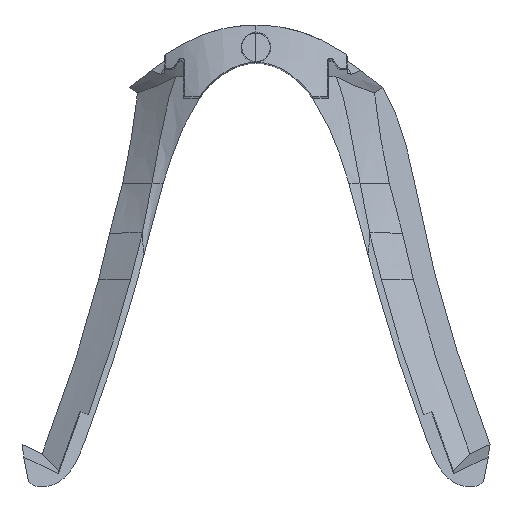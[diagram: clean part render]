
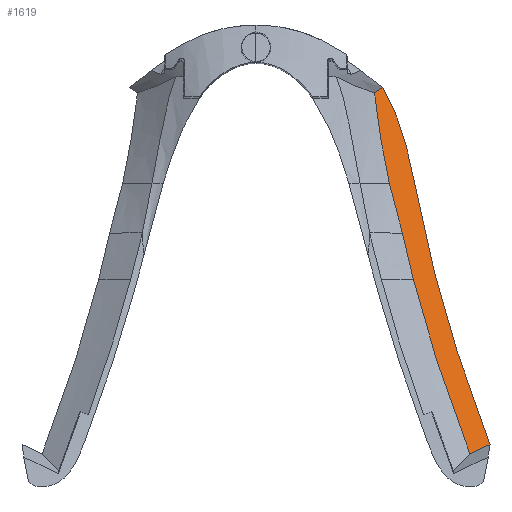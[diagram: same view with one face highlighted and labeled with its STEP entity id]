
A CAD part, top view. The second image highlights one B-rep face of the part: STEP entity #1619.
In plain terms, the highlighted planar face has unit normal (0, 0.309, 0.951).
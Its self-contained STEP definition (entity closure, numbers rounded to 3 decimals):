
#23=PLANE('',#1705);
#172=FACE_OUTER_BOUND('',#260,.T.);
#260=EDGE_LOOP('',(#1332,#1333,#1334,#1335,#1336,#1337,#1338,#1339,#1340));
#367=B_SPLINE_CURVE_WITH_KNOTS('',3,(#1875,#1876,#1877,#1878,#1879,#1880),
 .UNSPECIFIED.,.F.,.F.,(4,2,4),(-0.591,-0.238,-0.001),
 .UNSPECIFIED.);
#460=B_SPLINE_CURVE_WITH_KNOTS('',3,(#4759,#4760,#4761,#4762,#4763,#4764),
 .UNSPECIFIED.,.F.,.F.,(4,2,4),(-0.637,-0.256,0.),
 .UNSPECIFIED.);
#462=B_SPLINE_CURVE_WITH_KNOTS('',3,(#4823,#4824,#4825,#4826,#4827,#4828),
 .UNSPECIFIED.,.F.,.F.,(4,2,4),(-1.086,-0.351,-0.07),
 .UNSPECIFIED.);
#511=B_SPLINE_CURVE_WITH_KNOTS('',3,(#6791,#6792,#6793,#6794,#6795,#6796),
 .UNSPECIFIED.,.F.,.F.,(4,2,4),(-0.059,-0.03,
0.),.UNSPECIFIED.);
#512=B_SPLINE_CURVE_WITH_KNOTS('',3,(#6798,#6799,#6800,#6801,#6802,#6803),
 .UNSPECIFIED.,.F.,.F.,(4,2,4),(0.,0.293,0.582),
 .UNSPECIFIED.);
#513=B_SPLINE_CURVE_WITH_KNOTS('',3,(#6805,#6806,#6807,#6808,#6809,#6810),
 .UNSPECIFIED.,.F.,.F.,(4,2,4),(0.,0.161,0.323),
 .UNSPECIFIED.);
#514=B_SPLINE_CURVE_WITH_KNOTS('',3,(#6812,#6813,#6814,#6815,#6816,#6817),
 .UNSPECIFIED.,.F.,.F.,(4,2,4),(0.,0.151,0.302),
 .UNSPECIFIED.);
#515=B_SPLINE_CURVE_WITH_KNOTS('',3,(#6819,#6820,#6821,#6822,#6823,#6824),
 .UNSPECIFIED.,.F.,.F.,(4,2,4),(0.,0.438,0.859),
 .UNSPECIFIED.);
#516=B_SPLINE_CURVE_WITH_KNOTS('',3,(#6825,#6826,#6827,#6828,#6829,#6830),
 .UNSPECIFIED.,.F.,.F.,(4,2,4),(-0.135,-0.068,
0.),.UNSPECIFIED.);
#563=VERTEX_POINT('',#1873);
#564=VERTEX_POINT('',#1874);
#656=VERTEX_POINT('',#4758);
#658=VERTEX_POINT('',#4822);
#697=VERTEX_POINT('',#6790);
#698=VERTEX_POINT('',#6797);
#699=VERTEX_POINT('',#6804);
#700=VERTEX_POINT('',#6811);
#701=VERTEX_POINT('',#6818);
#738=EDGE_CURVE('',#563,#564,#367,.T.);
#865=EDGE_CURVE('',#564,#656,#460,.T.);
#868=EDGE_CURVE('',#656,#658,#462,.T.);
#931=EDGE_CURVE('',#697,#563,#511,.T.);
#932=EDGE_CURVE('',#698,#697,#512,.T.);
#933=EDGE_CURVE('',#699,#698,#513,.T.);
#934=EDGE_CURVE('',#700,#699,#514,.T.);
#935=EDGE_CURVE('',#701,#700,#515,.T.);
#936=EDGE_CURVE('',#658,#701,#516,.T.);
#1332=ORIENTED_EDGE('',*,*,#931,.F.);
#1333=ORIENTED_EDGE('',*,*,#932,.F.);
#1334=ORIENTED_EDGE('',*,*,#933,.F.);
#1335=ORIENTED_EDGE('',*,*,#934,.F.);
#1336=ORIENTED_EDGE('',*,*,#935,.F.);
#1337=ORIENTED_EDGE('',*,*,#936,.F.);
#1338=ORIENTED_EDGE('',*,*,#868,.F.);
#1339=ORIENTED_EDGE('',*,*,#865,.F.);
#1340=ORIENTED_EDGE('',*,*,#738,.F.);
#1619=ADVANCED_FACE('',(#172),#23,.F.);
#1705=AXIS2_PLACEMENT_3D('',#6789,#1819,#1820);
#1819=DIRECTION('center_axis',(0.,-0.309,-0.951));
#1820=DIRECTION('ref_axis',(-1.,0.,0.));
#1873=CARTESIAN_POINT('',(7.631,-20.226,-5.476));
#1874=CARTESIAN_POINT('',(9.477,-25.587,-3.734));
#1875=CARTESIAN_POINT('Ctrl Pts',(7.631,-20.226,-5.476));
#1876=CARTESIAN_POINT('Ctrl Pts',(8.229,-21.2,-5.159));
#1877=CARTESIAN_POINT('Ctrl Pts',(8.641,-22.277,-4.809));
#1878=CARTESIAN_POINT('Ctrl Pts',(9.161,-24.092,-4.219));
#1879=CARTESIAN_POINT('Ctrl Pts',(9.33,-24.847,-3.974));
#1880=CARTESIAN_POINT('Ctrl Pts',(9.477,-25.587,-3.734));
#4758=CARTESIAN_POINT('',(10.762,-31.38,-1.852));
#4759=CARTESIAN_POINT('Ctrl Pts',(9.477,-25.587,-3.734));
#4760=CARTESIAN_POINT('Ctrl Pts',(9.738,-26.91,-3.304));
#4761=CARTESIAN_POINT('Ctrl Pts',(9.933,-27.83,-3.005));
#4762=CARTESIAN_POINT('Ctrl Pts',(10.38,-29.798,-2.366));
#4763=CARTESIAN_POINT('Ctrl Pts',(10.568,-30.589,-2.108));
#4764=CARTESIAN_POINT('Ctrl Pts',(10.762,-31.38,-1.852));
#4822=CARTESIAN_POINT('',(14.111,-41.76,1.521));
#4823=CARTESIAN_POINT('Ctrl Pts',(10.762,-31.38,-1.852));
#4824=CARTESIAN_POINT('Ctrl Pts',(11.392,-33.941,-1.019));
#4825=CARTESIAN_POINT('Ctrl Pts',(12.212,-36.518,-0.182));
#4826=CARTESIAN_POINT('Ctrl Pts',(13.494,-40.095,0.98));
#4827=CARTESIAN_POINT('Ctrl Pts',(13.807,-40.926,1.25));
#4828=CARTESIAN_POINT('Ctrl Pts',(14.111,-41.76,1.521));
#6789=CARTESIAN_POINT('Origin',(10.302,-31.5,-1.813));
#6790=CARTESIAN_POINT('',(7.144,-20.545,-5.372));
#6791=CARTESIAN_POINT('Ctrl Pts',(7.144,-20.545,-5.372));
#6792=CARTESIAN_POINT('Ctrl Pts',(7.224,-20.49,-5.39));
#6793=CARTESIAN_POINT('Ctrl Pts',(7.304,-20.435,-5.407));
#6794=CARTESIAN_POINT('Ctrl Pts',(7.466,-20.329,-5.442));
#6795=CARTESIAN_POINT('Ctrl Pts',(7.548,-20.277,-5.459));
#6796=CARTESIAN_POINT('Ctrl Pts',(7.631,-20.226,-5.476));
#6797=CARTESIAN_POINT('',(8.043,-26.025,-3.591));
#6798=CARTESIAN_POINT('Ctrl Pts',(8.043,-26.025,-3.591));
#6799=CARTESIAN_POINT('Ctrl Pts',(7.848,-25.115,-3.887));
#6800=CARTESIAN_POINT('Ctrl Pts',(7.673,-24.205,-4.183));
#6801=CARTESIAN_POINT('Ctrl Pts',(7.371,-22.389,-4.773));
#6802=CARTESIAN_POINT('Ctrl Pts',(7.241,-21.472,-5.071));
#6803=CARTESIAN_POINT('Ctrl Pts',(7.144,-20.545,-5.372));
#6804=CARTESIAN_POINT('',(8.831,-29.,-2.625));
#6805=CARTESIAN_POINT('Ctrl Pts',(8.831,-29.,-2.625));
#6806=CARTESIAN_POINT('Ctrl Pts',(8.672,-28.511,-2.783));
#6807=CARTESIAN_POINT('Ctrl Pts',(8.53,-28.018,-2.944));
#6808=CARTESIAN_POINT('Ctrl Pts',(8.27,-27.026,-3.266));
#6809=CARTESIAN_POINT('Ctrl Pts',(8.152,-26.525,-3.429));
#6810=CARTESIAN_POINT('Ctrl Pts',(8.043,-26.025,-3.591));
#6811=CARTESIAN_POINT('',(9.491,-31.804,-1.714));
#6812=CARTESIAN_POINT('Ctrl Pts',(9.491,-31.804,-1.714));
#6813=CARTESIAN_POINT('Ctrl Pts',(9.376,-31.338,-1.865));
#6814=CARTESIAN_POINT('Ctrl Pts',(9.264,-30.871,-2.017));
#6815=CARTESIAN_POINT('Ctrl Pts',(9.044,-29.937,-2.32));
#6816=CARTESIAN_POINT('Ctrl Pts',(8.936,-29.468,-2.472));
#6817=CARTESIAN_POINT('Ctrl Pts',(8.831,-29.,-2.625));
#6818=CARTESIAN_POINT('',(12.901,-42.336,1.708));
#6819=CARTESIAN_POINT('Ctrl Pts',(12.901,-42.336,1.708));
#6820=CARTESIAN_POINT('Ctrl Pts',(12.425,-41.024,1.282));
#6821=CARTESIAN_POINT('Ctrl Pts',(11.798,-39.374,0.746));
#6822=CARTESIAN_POINT('Ctrl Pts',(10.55,-35.65,-0.464));
#6823=CARTESIAN_POINT('Ctrl Pts',(9.972,-33.735,-1.086));
#6824=CARTESIAN_POINT('Ctrl Pts',(9.491,-31.804,-1.714));
#6825=CARTESIAN_POINT('Ctrl Pts',(14.111,-41.76,1.521));
#6826=CARTESIAN_POINT('Ctrl Pts',(13.909,-41.855,1.552));
#6827=CARTESIAN_POINT('Ctrl Pts',(13.707,-41.951,1.583));
#6828=CARTESIAN_POINT('Ctrl Pts',(13.304,-42.143,1.646));
#6829=CARTESIAN_POINT('Ctrl Pts',(13.102,-42.239,1.677));
#6830=CARTESIAN_POINT('Ctrl Pts',(12.901,-42.336,1.708));
